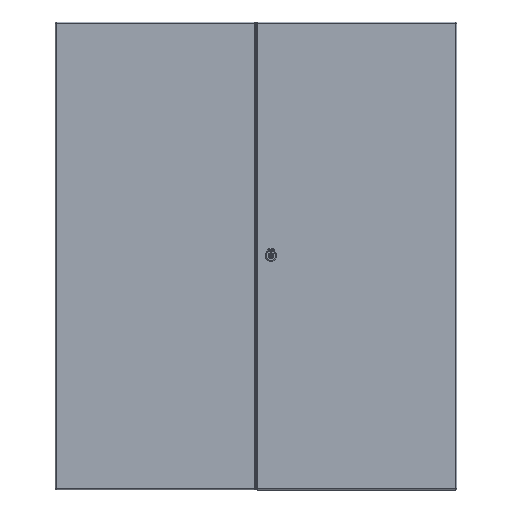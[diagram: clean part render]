
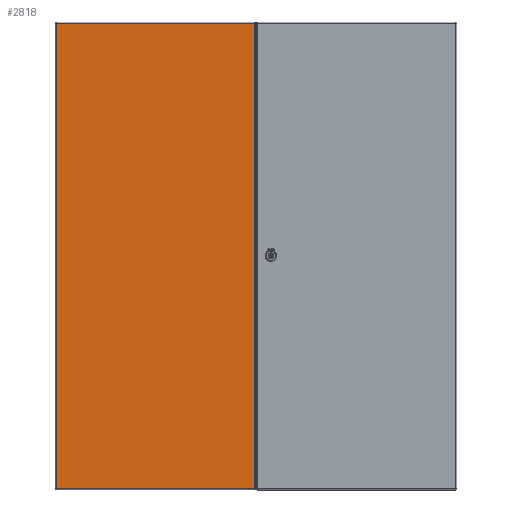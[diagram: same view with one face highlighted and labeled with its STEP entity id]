
A CAD part, top view. The second image highlights one B-rep face of the part: STEP entity #2818.
In plain terms, the highlighted planar face has unit normal (0, 0, 1).
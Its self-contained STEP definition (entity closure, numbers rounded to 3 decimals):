
#2818=ADVANCED_FACE('F116',(#3642),#3155,.T.);
#3155=PLANE('',#13011);
#3642=FACE_OUTER_BOUND('',#4555,.T.);
#4555=EDGE_LOOP('',(#7773,#7774,#7775,#7776));
#7773=ORIENTED_EDGE('',*,*,#10500,.T.);
#7774=ORIENTED_EDGE('',*,*,#10499,.T.);
#7775=ORIENTED_EDGE('',*,*,#10481,.T.);
#7776=ORIENTED_EDGE('',*,*,#10485,.T.);
#9046=VERTEX_POINT('',#21840);
#9049=VERTEX_POINT('',#21848);
#9052=VERTEX_POINT('',#21855);
#9055=VERTEX_POINT('',#21874);
#10481=EDGE_CURVE('E326',#9046,#9049,#11272,.T.);
#10485=EDGE_CURVE('E327',#9049,#9052,#11273,.T.);
#10499=EDGE_CURVE('E325',#9055,#9046,#11282,.T.);
#10500=EDGE_CURVE('E324',#9052,#9055,#11283,.T.);
#11272=LINE('',#21849,#11989);
#11273=LINE('',#21858,#11990);
#11282=LINE('',#21884,#11999);
#11283=LINE('',#21886,#12000);
#11989=VECTOR('',#15633,1.);
#11990=VECTOR('',#15644,1.);
#11999=VECTOR('',#15679,1.);
#12000=VECTOR('',#15682,1.);
#13011=AXIS2_PLACEMENT_3D('',#21887,#15683,#15684);
#15633=DIRECTION('',(1.,0.,0.));
#15644=DIRECTION('',(0.,1.,0.));
#15679=DIRECTION('',(0.,-1.,0.));
#15682=DIRECTION('',(-1.,0.,0.));
#15683=DIRECTION('',(0.,0.,1.));
#15684=DIRECTION('',(1.,0.,0.));
#21840=CARTESIAN_POINT('',(-16740.393,3440.411,298.247));
#21848=CARTESIAN_POINT('',(-16149.393,3440.411,298.247));
#21849=CARTESIAN_POINT('',(-16773.243,3440.411,298.247));
#21855=CARTESIAN_POINT('',(-16149.393,4829.411,298.247));
#21858=CARTESIAN_POINT('',(-16149.393,3577.661,298.247));
#21874=CARTESIAN_POINT('',(-16740.393,4829.411,298.247));
#21884=CARTESIAN_POINT('',(-16740.393,3577.661,298.247));
#21886=CARTESIAN_POINT('',(-16444.893,4829.411,298.247));
#21887=CARTESIAN_POINT('',(-16773.243,3577.661,298.247));
